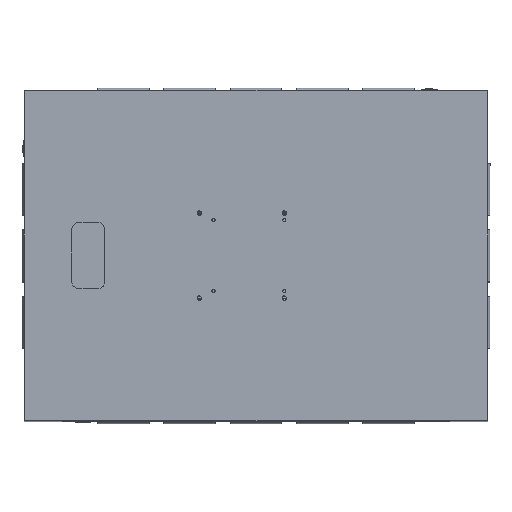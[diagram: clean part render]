
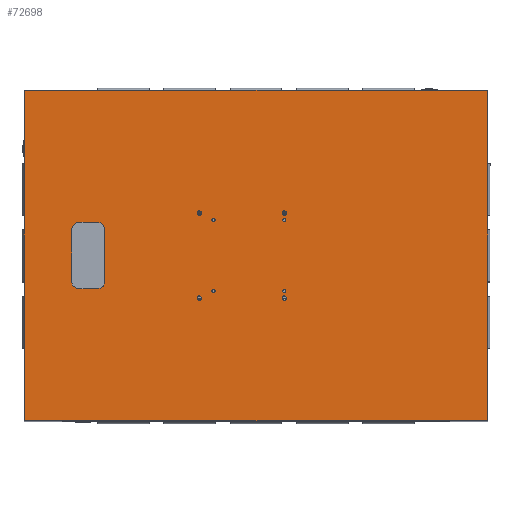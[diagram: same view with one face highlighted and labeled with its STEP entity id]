
A CAD part, top view. The second image highlights one B-rep face of the part: STEP entity #72698.
In plain terms, the highlighted planar face has unit normal (0, 0, 1).
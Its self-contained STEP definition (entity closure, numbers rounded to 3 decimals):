
#11138=FACE_BOUND('',#15822,.T.);
#11139=FACE_BOUND('',#15823,.T.);
#11140=FACE_BOUND('',#15824,.T.);
#11141=FACE_BOUND('',#15825,.T.);
#11142=FACE_BOUND('',#15826,.T.);
#11143=FACE_BOUND('',#15827,.T.);
#11144=FACE_BOUND('',#15828,.T.);
#11145=FACE_BOUND('',#15829,.T.);
#11146=FACE_BOUND('',#15830,.T.);
#11810=CIRCLE('',#75487,3.324);
#11812=CIRCLE('',#75490,3.324);
#11814=CIRCLE('',#75493,3.324);
#11816=CIRCLE('',#75496,3.324);
#11817=CIRCLE('',#75498,15.);
#11819=CIRCLE('',#75502,15.);
#11821=CIRCLE('',#75506,15.);
#11823=CIRCLE('',#75510,15.);
#11826=CIRCLE('',#75515,4.488);
#11827=CIRCLE('',#75517,3.);
#11828=CIRCLE('',#75518,3.);
#11829=CIRCLE('',#75519,3.);
#11830=CIRCLE('',#75520,3.);
#11831=CIRCLE('',#75521,4.488);
#11832=CIRCLE('',#75522,4.488);
#11833=CIRCLE('',#75523,4.488);
#13125=FACE_OUTER_BOUND('',#15821,.T.);
#15821=EDGE_LOOP('',(#58381,#58382,#58383,#58384,#58385,#58386,#58387,#58388));
#15822=EDGE_LOOP('',(#58389));
#15823=EDGE_LOOP('',(#58390));
#15824=EDGE_LOOP('',(#58391));
#15825=EDGE_LOOP('',(#58392));
#15826=EDGE_LOOP('',(#58393,#58394,#58395,#58396,#58397,#58398,#58399,#58400));
#15827=EDGE_LOOP('',(#58401));
#15828=EDGE_LOOP('',(#58402));
#15829=EDGE_LOOP('',(#58403));
#15830=EDGE_LOOP('',(#58404));
#18946=LINE('',#93887,#26280);
#18950=LINE('',#93899,#26284);
#18954=LINE('',#93911,#26288);
#18958=LINE('',#93922,#26292);
#18960=LINE('',#93934,#26294);
#18961=LINE('',#93938,#26295);
#18962=LINE('',#93942,#26296);
#18963=LINE('',#93945,#26297);
#26280=VECTOR('',#79733,40.);
#26284=VECTOR('',#79745,110.);
#26288=VECTOR('',#79757,40.);
#26292=VECTOR('',#79769,110.);
#26294=VECTOR('',#79781,694.);
#26295=VECTOR('',#79784,974.);
#26296=VECTOR('',#79787,694.);
#26297=VECTOR('',#79790,974.);
#33530=VERTEX_POINT('',#93859);
#33532=VERTEX_POINT('',#93864);
#33534=VERTEX_POINT('',#93869);
#33536=VERTEX_POINT('',#93874);
#33537=VERTEX_POINT('',#93877);
#33538=VERTEX_POINT('',#93878);
#33541=VERTEX_POINT('',#93886);
#33543=VERTEX_POINT('',#93892);
#33545=VERTEX_POINT('',#93898);
#33547=VERTEX_POINT('',#93904);
#33549=VERTEX_POINT('',#93910);
#33551=VERTEX_POINT('',#93916);
#33554=VERTEX_POINT('',#93927);
#33555=VERTEX_POINT('',#93930);
#33556=VERTEX_POINT('',#93931);
#33557=VERTEX_POINT('',#93933);
#33558=VERTEX_POINT('',#93935);
#33559=VERTEX_POINT('',#93937);
#33560=VERTEX_POINT('',#93939);
#33561=VERTEX_POINT('',#93941);
#33562=VERTEX_POINT('',#93943);
#33563=VERTEX_POINT('',#93946);
#33564=VERTEX_POINT('',#93948);
#33565=VERTEX_POINT('',#93950);
#45461=EDGE_CURVE('',#33530,#33530,#11810,.T.);
#45463=EDGE_CURVE('',#33532,#33532,#11812,.T.);
#45465=EDGE_CURVE('',#33534,#33534,#11814,.T.);
#45467=EDGE_CURVE('',#33536,#33536,#11816,.T.);
#45468=EDGE_CURVE('',#33537,#33538,#11817,.T.);
#45472=EDGE_CURVE('',#33538,#33541,#18946,.T.);
#45475=EDGE_CURVE('',#33541,#33543,#11819,.T.);
#45478=EDGE_CURVE('',#33543,#33545,#18950,.T.);
#45481=EDGE_CURVE('',#33545,#33547,#11821,.T.);
#45484=EDGE_CURVE('',#33547,#33549,#18954,.T.);
#45487=EDGE_CURVE('',#33549,#33551,#11823,.T.);
#45490=EDGE_CURVE('',#33551,#33537,#18958,.T.);
#45493=EDGE_CURVE('',#33554,#33554,#11826,.T.);
#45494=EDGE_CURVE('',#33555,#33556,#11827,.T.);
#45495=EDGE_CURVE('',#33555,#33557,#18960,.T.);
#45496=EDGE_CURVE('',#33558,#33557,#11828,.T.);
#45497=EDGE_CURVE('',#33558,#33559,#18961,.T.);
#45498=EDGE_CURVE('',#33560,#33559,#11829,.T.);
#45499=EDGE_CURVE('',#33560,#33561,#18962,.T.);
#45500=EDGE_CURVE('',#33562,#33561,#11830,.T.);
#45501=EDGE_CURVE('',#33562,#33556,#18963,.T.);
#45502=EDGE_CURVE('',#33563,#33563,#11831,.T.);
#45503=EDGE_CURVE('',#33564,#33564,#11832,.T.);
#45504=EDGE_CURVE('',#33565,#33565,#11833,.T.);
#58381=ORIENTED_EDGE('',*,*,#45494,.F.);
#58382=ORIENTED_EDGE('',*,*,#45495,.T.);
#58383=ORIENTED_EDGE('',*,*,#45496,.F.);
#58384=ORIENTED_EDGE('',*,*,#45497,.T.);
#58385=ORIENTED_EDGE('',*,*,#45498,.F.);
#58386=ORIENTED_EDGE('',*,*,#45499,.T.);
#58387=ORIENTED_EDGE('',*,*,#45500,.F.);
#58388=ORIENTED_EDGE('',*,*,#45501,.T.);
#58389=ORIENTED_EDGE('',*,*,#45461,.T.);
#58390=ORIENTED_EDGE('',*,*,#45463,.T.);
#58391=ORIENTED_EDGE('',*,*,#45465,.T.);
#58392=ORIENTED_EDGE('',*,*,#45467,.T.);
#58393=ORIENTED_EDGE('',*,*,#45481,.T.);
#58394=ORIENTED_EDGE('',*,*,#45484,.T.);
#58395=ORIENTED_EDGE('',*,*,#45487,.T.);
#58396=ORIENTED_EDGE('',*,*,#45490,.T.);
#58397=ORIENTED_EDGE('',*,*,#45468,.T.);
#58398=ORIENTED_EDGE('',*,*,#45472,.T.);
#58399=ORIENTED_EDGE('',*,*,#45475,.T.);
#58400=ORIENTED_EDGE('',*,*,#45478,.T.);
#58401=ORIENTED_EDGE('',*,*,#45502,.F.);
#58402=ORIENTED_EDGE('',*,*,#45503,.F.);
#58403=ORIENTED_EDGE('',*,*,#45504,.F.);
#58404=ORIENTED_EDGE('',*,*,#45493,.F.);
#71266=PLANE('',#75516);
#72698=ADVANCED_FACE('',(#13125,#11138,#11139,#11140,#11141,#11142,#11143,
#11144,#11145,#11146),#71266,.T.);
#75487=AXIS2_PLACEMENT_3D('',#93860,#79703,#79704);
#75490=AXIS2_PLACEMENT_3D('',#93865,#79709,#79710);
#75493=AXIS2_PLACEMENT_3D('',#93870,#79715,#79716);
#75496=AXIS2_PLACEMENT_3D('',#93875,#79721,#79722);
#75498=AXIS2_PLACEMENT_3D('',#93879,#79725,#79726);
#75502=AXIS2_PLACEMENT_3D('',#93893,#79738,#79739);
#75506=AXIS2_PLACEMENT_3D('',#93905,#79750,#79751);
#75510=AXIS2_PLACEMENT_3D('',#93917,#79762,#79763);
#75515=AXIS2_PLACEMENT_3D('',#93928,#79775,#79776);
#75516=AXIS2_PLACEMENT_3D('',#93929,#79777,#79778);
#75517=AXIS2_PLACEMENT_3D('',#93932,#79779,#79780);
#75518=AXIS2_PLACEMENT_3D('',#93936,#79782,#79783);
#75519=AXIS2_PLACEMENT_3D('',#93940,#79785,#79786);
#75520=AXIS2_PLACEMENT_3D('',#93944,#79788,#79789);
#75521=AXIS2_PLACEMENT_3D('',#93947,#79791,#79792);
#75522=AXIS2_PLACEMENT_3D('',#93949,#79793,#79794);
#75523=AXIS2_PLACEMENT_3D('',#93951,#79795,#79796);
#79703=DIRECTION('center_axis',(0.,0.,-1.));
#79704=DIRECTION('ref_axis',(1.,0.,0.));
#79709=DIRECTION('center_axis',(0.,0.,-1.));
#79710=DIRECTION('ref_axis',(1.,0.,0.));
#79715=DIRECTION('center_axis',(0.,0.,-1.));
#79716=DIRECTION('ref_axis',(1.,0.,0.));
#79721=DIRECTION('center_axis',(0.,0.,-1.));
#79722=DIRECTION('ref_axis',(1.,0.,0.));
#79725=DIRECTION('center_axis',(0.,0.,-1.));
#79726=DIRECTION('ref_axis',(0.,1.,0.));
#79733=DIRECTION('',(0.,-1.,0.));
#79738=DIRECTION('center_axis',(0.,0.,-1.));
#79739=DIRECTION('ref_axis',(1.,0.,0.));
#79745=DIRECTION('',(-1.,0.,0.));
#79750=DIRECTION('center_axis',(0.,0.,-1.));
#79751=DIRECTION('ref_axis',(0.,-1.,0.));
#79757=DIRECTION('',(0.,1.,0.));
#79762=DIRECTION('center_axis',(0.,0.,-1.));
#79763=DIRECTION('ref_axis',(-1.,0.,0.));
#79769=DIRECTION('',(1.,0.,0.));
#79775=DIRECTION('center_axis',(0.,0.,1.));
#79776=DIRECTION('ref_axis',(-1.,0.,0.));
#79777=DIRECTION('center_axis',(0.,0.,1.));
#79778=DIRECTION('ref_axis',(1.,0.,0.));
#79779=DIRECTION('center_axis',(0.,0.,-1.));
#79780=DIRECTION('ref_axis',(-0.707,-0.707,0.));
#79781=DIRECTION('',(1.,0.,0.));
#79782=DIRECTION('center_axis',(0.,0.,-1.));
#79783=DIRECTION('ref_axis',(0.707,-0.707,0.));
#79784=DIRECTION('',(0.,1.,0.));
#79785=DIRECTION('center_axis',(0.,0.,-1.));
#79786=DIRECTION('ref_axis',(0.707,0.707,0.));
#79787=DIRECTION('',(-1.,0.,0.));
#79788=DIRECTION('center_axis',(0.,0.,-1.));
#79789=DIRECTION('ref_axis',(-0.707,0.707,0.));
#79790=DIRECTION('',(0.,-1.,0.));
#79791=DIRECTION('center_axis',(0.,0.,1.));
#79792=DIRECTION('ref_axis',(-1.,0.,0.));
#79793=DIRECTION('center_axis',(0.,0.,1.));
#79794=DIRECTION('ref_axis',(-1.,0.,0.));
#79795=DIRECTION('center_axis',(0.,0.,1.));
#79796=DIRECTION('ref_axis',(-1.,0.,0.));
#93859=CARTESIAN_POINT('',(78.324,-200.,12.));
#93860=CARTESIAN_POINT('Origin',(75.,-200.,12.));
#93864=CARTESIAN_POINT('',(-71.677,-50.,12.));
#93865=CARTESIAN_POINT('Origin',(-75.,-50.,12.));
#93869=CARTESIAN_POINT('',(78.324,-50.,12.));
#93870=CARTESIAN_POINT('Origin',(75.,-50.,12.));
#93874=CARTESIAN_POINT('',(-71.677,-200.,12.));
#93875=CARTESIAN_POINT('Origin',(-75.,-200.,12.));
#93877=CARTESIAN_POINT('',(55.,-430.,12.));
#93878=CARTESIAN_POINT('',(70.,-445.,12.));
#93879=CARTESIAN_POINT('Origin',(55.,-445.,12.));
#93886=CARTESIAN_POINT('',(70.,-485.,12.));
#93887=CARTESIAN_POINT('',(70.,-367.5,12.));
#93892=CARTESIAN_POINT('',(55.,-500.,12.));
#93893=CARTESIAN_POINT('Origin',(55.,-485.,12.));
#93898=CARTESIAN_POINT('',(-55.,-500.,12.));
#93899=CARTESIAN_POINT('',(-27.5,-500.,12.));
#93904=CARTESIAN_POINT('',(-70.,-485.,12.));
#93905=CARTESIAN_POINT('Origin',(-55.,-485.,12.));
#93910=CARTESIAN_POINT('',(-70.,-445.,12.));
#93911=CARTESIAN_POINT('',(-70.,-347.5,12.));
#93916=CARTESIAN_POINT('',(-55.,-430.,12.));
#93917=CARTESIAN_POINT('Origin',(-55.,-445.,12.));
#93922=CARTESIAN_POINT('',(27.5,-430.,12.));
#93927=CARTESIAN_POINT('',(-85.512,-50.,12.));
#93928=CARTESIAN_POINT('Origin',(-90.,-50.,12.));
#93929=CARTESIAN_POINT('Origin',(0.,-250.,12.));
#93930=CARTESIAN_POINT('',(-347.,-600.,12.));
#93931=CARTESIAN_POINT('',(-350.,-597.,12.));
#93932=CARTESIAN_POINT('Origin',(-347.,-597.,12.));
#93933=CARTESIAN_POINT('',(347.,-600.,12.));
#93934=CARTESIAN_POINT('',(-350.,-600.,12.));
#93935=CARTESIAN_POINT('',(350.,-597.,12.));
#93936=CARTESIAN_POINT('Origin',(347.,-597.,12.));
#93937=CARTESIAN_POINT('',(350.,377.,12.));
#93938=CARTESIAN_POINT('',(350.,-600.,12.));
#93939=CARTESIAN_POINT('',(347.,380.,12.));
#93940=CARTESIAN_POINT('Origin',(347.,377.,12.));
#93941=CARTESIAN_POINT('',(-347.,380.,12.));
#93942=CARTESIAN_POINT('',(350.,380.,12.));
#93943=CARTESIAN_POINT('',(-350.,377.,12.));
#93944=CARTESIAN_POINT('Origin',(-347.,377.,12.));
#93945=CARTESIAN_POINT('',(-350.,100.,12.));
#93946=CARTESIAN_POINT('',(94.488,-50.,12.));
#93947=CARTESIAN_POINT('Origin',(90.,-50.,12.));
#93948=CARTESIAN_POINT('',(-85.512,-230.,12.));
#93949=CARTESIAN_POINT('Origin',(-90.,-230.,12.));
#93950=CARTESIAN_POINT('',(94.488,-230.,12.));
#93951=CARTESIAN_POINT('Origin',(90.,-230.,12.));
